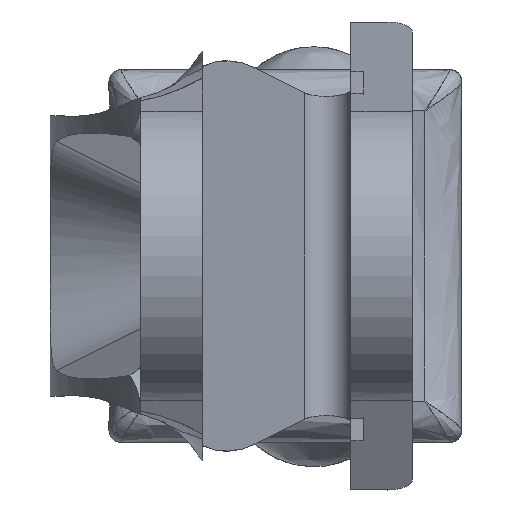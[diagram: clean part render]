
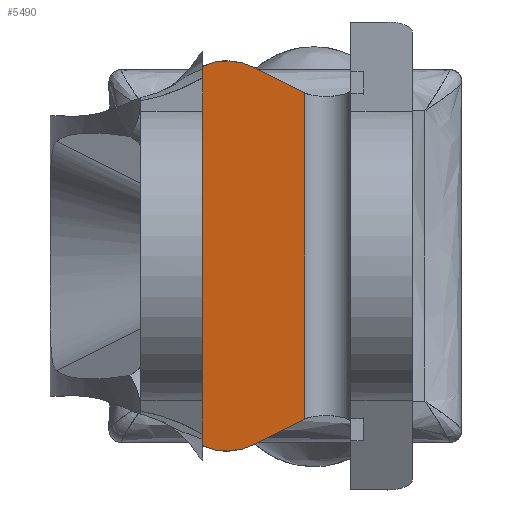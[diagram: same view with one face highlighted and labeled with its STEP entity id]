
A CAD part, left-side view. The second image highlights one B-rep face of the part: STEP entity #5490.
In plain terms, the highlighted free-form (B-spline) face has degree [1, 1] with [2, 2] control points.
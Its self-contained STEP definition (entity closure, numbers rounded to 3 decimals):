
#5490 = ADVANCED_FACE('',(#5491),#5585,.T.);
#5491 = FACE_BOUND('',#5492,.T.);
#5492 = EDGE_LOOP('',(#5493,#5503,#5511,#5519,#5527,#5534,#5541,#5548,
    #5556,#5564,#5572,#5580));
#5493 = ORIENTED_EDGE('',*,*,#5494,.T.);
#5494 = EDGE_CURVE('',#5495,#5497,#5499,.T.);
#5495 = VERTEX_POINT('',#5496);
#5496 = CARTESIAN_POINT('',(52.969,7.847,
    20.073));
#5497 = VERTEX_POINT('',#5498);
#5498 = CARTESIAN_POINT('',(55.387,6.452,
    20.549));
#5499 = B_SPLINE_CURVE_WITH_KNOTS('',2,(#5500,#5501,#5502),
  .UNSPECIFIED.,.F.,.F.,(3,3),(0.,0.25),.PIECEWISE_BEZIER_KNOTS.);
#5500 = CARTESIAN_POINT('',(52.969,7.847,
    20.073));
#5501 = CARTESIAN_POINT('',(54.13,7.177,
    20.403));
#5502 = CARTESIAN_POINT('',(55.387,6.452,
    20.549));
#5503 = ORIENTED_EDGE('',*,*,#5504,.T.);
#5504 = EDGE_CURVE('',#5497,#5505,#5507,.T.);
#5505 = VERTEX_POINT('',#5506);
#5506 = CARTESIAN_POINT('',(57.818,5.048,
    20.656));
#5507 = B_SPLINE_CURVE_WITH_KNOTS('',2,(#5508,#5509,#5510),
  .UNSPECIFIED.,.F.,.F.,(3,3),(0.25,0.5),.PIECEWISE_BEZIER_KNOTS.);
#5508 = CARTESIAN_POINT('',(55.387,6.452,
    20.549));
#5509 = CARTESIAN_POINT('',(56.579,5.764,
    20.688));
#5510 = CARTESIAN_POINT('',(57.818,5.048,
    20.656));
#5511 = ORIENTED_EDGE('',*,*,#5512,.T.);
#5512 = EDGE_CURVE('',#5505,#5513,#5515,.T.);
#5513 = VERTEX_POINT('',#5514);
#5514 = CARTESIAN_POINT('',(60.228,3.656,
    20.436));
#5515 = B_SPLINE_CURVE_WITH_KNOTS('',2,(#5516,#5517,#5518),
  .UNSPECIFIED.,.F.,.F.,(3,3),(0.5,0.75),.PIECEWISE_BEZIER_KNOTS.);
#5516 = CARTESIAN_POINT('',(57.818,5.048,
    20.656));
#5517 = CARTESIAN_POINT('',(59.019,4.355,
    20.625));
#5518 = CARTESIAN_POINT('',(60.228,3.656,
    20.436));
#5519 = ORIENTED_EDGE('',*,*,#5520,.T.);
#5520 = EDGE_CURVE('',#5513,#5521,#5523,.T.);
#5521 = VERTEX_POINT('',#5522);
#5522 = CARTESIAN_POINT('',(62.619,2.276,
    19.904));
#5523 = B_SPLINE_CURVE_WITH_KNOTS('',2,(#5524,#5525,#5526),
  .UNSPECIFIED.,.F.,.F.,(3,3),(0.75,1.),.PIECEWISE_BEZIER_KNOTS.);
#5524 = CARTESIAN_POINT('',(60.228,3.656,
    20.436));
#5525 = CARTESIAN_POINT('',(61.435,2.959,
    20.247));
#5526 = CARTESIAN_POINT('',(62.619,2.276,
    19.904));
#5527 = ORIENTED_EDGE('',*,*,#5528,.T.);
#5528 = EDGE_CURVE('',#5521,#5529,#5531,.T.);
#5529 = VERTEX_POINT('',#5530);
#5530 = CARTESIAN_POINT('',(71.699,-2.966,
    17.279));
#5531 = B_SPLINE_CURVE_WITH_KNOTS('',1,(#5532,#5533),.UNSPECIFIED.,.F.,
  .F.,(2,2),(0.,8.264),.PIECEWISE_BEZIER_KNOTS.);
#5532 = CARTESIAN_POINT('',(62.619,2.276,
    19.904));
#5533 = CARTESIAN_POINT('',(71.699,-2.966,
    17.279));
#5534 = ORIENTED_EDGE('',*,*,#5535,.T.);
#5535 = EDGE_CURVE('',#5529,#5536,#5538,.T.);
#5536 = VERTEX_POINT('',#5537);
#5537 = CARTESIAN_POINT('',(71.699,-2.966,
    -17.279));
#5538 = B_SPLINE_CURVE_WITH_KNOTS('',1,(#5539,#5540),.UNSPECIFIED.,.F.,
  .F.,(2,2),(0.,26.423),.PIECEWISE_BEZIER_KNOTS.);
#5539 = CARTESIAN_POINT('',(71.699,-2.966,
    17.279));
#5540 = CARTESIAN_POINT('',(71.699,-2.966,
    -17.279));
#5541 = ORIENTED_EDGE('',*,*,#5542,.T.);
#5542 = EDGE_CURVE('',#5536,#5543,#5545,.T.);
#5543 = VERTEX_POINT('',#5544);
#5544 = CARTESIAN_POINT('',(62.619,2.276,
    -19.904));
#5545 = B_SPLINE_CURVE_WITH_KNOTS('',1,(#5546,#5547),.UNSPECIFIED.,.F.,
  .F.,(2,2),(0.,8.264),.PIECEWISE_BEZIER_KNOTS.);
#5546 = CARTESIAN_POINT('',(71.699,-2.966,
    -17.279));
#5547 = CARTESIAN_POINT('',(62.619,2.276,
    -19.904));
#5548 = ORIENTED_EDGE('',*,*,#5549,.T.);
#5549 = EDGE_CURVE('',#5543,#5550,#5552,.T.);
#5550 = VERTEX_POINT('',#5551);
#5551 = CARTESIAN_POINT('',(60.222,3.66,
    -20.437));
#5552 = B_SPLINE_CURVE_WITH_KNOTS('',2,(#5553,#5554,#5555),
  .UNSPECIFIED.,.F.,.F.,(3,3),(0.,0.25),.PIECEWISE_BEZIER_KNOTS.);
#5553 = CARTESIAN_POINT('',(62.619,2.276,
    -19.904));
#5554 = CARTESIAN_POINT('',(61.432,2.961,
    -20.248));
#5555 = CARTESIAN_POINT('',(60.222,3.66,
    -20.437));
#5556 = ORIENTED_EDGE('',*,*,#5557,.T.);
#5557 = EDGE_CURVE('',#5550,#5558,#5560,.T.);
#5558 = VERTEX_POINT('',#5559);
#5559 = CARTESIAN_POINT('',(57.788,5.065,
    -20.657));
#5560 = B_SPLINE_CURVE_WITH_KNOTS('',2,(#5561,#5562,#5563),
  .UNSPECIFIED.,.F.,.F.,(3,3),(0.25,0.5),.PIECEWISE_BEZIER_KNOTS.);
#5561 = CARTESIAN_POINT('',(60.222,3.66,
    -20.437));
#5562 = CARTESIAN_POINT('',(59.,4.365,
    -20.628));
#5563 = CARTESIAN_POINT('',(57.788,5.065,
    -20.657));
#5564 = ORIENTED_EDGE('',*,*,#5565,.T.);
#5565 = EDGE_CURVE('',#5558,#5566,#5568,.T.);
#5566 = VERTEX_POINT('',#5567);
#5567 = CARTESIAN_POINT('',(55.367,6.463,
    -20.547));
#5568 = B_SPLINE_CURVE_WITH_KNOTS('',2,(#5569,#5570,#5571),
  .UNSPECIFIED.,.F.,.F.,(3,3),(0.5,0.75),.PIECEWISE_BEZIER_KNOTS.);
#5569 = CARTESIAN_POINT('',(57.788,5.065,
    -20.657));
#5570 = CARTESIAN_POINT('',(56.553,5.778,
    -20.687));
#5571 = CARTESIAN_POINT('',(55.367,6.463,
    -20.547));
#5572 = ORIENTED_EDGE('',*,*,#5573,.T.);
#5573 = EDGE_CURVE('',#5566,#5574,#5576,.T.);
#5574 = VERTEX_POINT('',#5575);
#5575 = CARTESIAN_POINT('',(52.969,7.847,
    -20.073));
#5576 = B_SPLINE_CURVE_WITH_KNOTS('',2,(#5577,#5578,#5579),
  .UNSPECIFIED.,.F.,.F.,(3,3),(0.75,1.),.PIECEWISE_BEZIER_KNOTS.);
#5577 = CARTESIAN_POINT('',(55.367,6.463,
    -20.547));
#5578 = CARTESIAN_POINT('',(54.121,7.182,-20.401
    ));
#5579 = CARTESIAN_POINT('',(52.969,7.847,
    -20.073));
#5580 = ORIENTED_EDGE('',*,*,#5581,.T.);
#5581 = EDGE_CURVE('',#5574,#5495,#5582,.T.);
#5582 = B_SPLINE_CURVE_WITH_KNOTS('',1,(#5583,#5584),.UNSPECIFIED.,.F.,
  .F.,(2,2),(0.,30.696),.PIECEWISE_BEZIER_KNOTS.);
#5583 = CARTESIAN_POINT('',(52.969,7.847,
    -20.073));
#5584 = CARTESIAN_POINT('',(52.969,7.847,
    20.073));
#5585 = B_SPLINE_SURFACE_WITH_KNOTS('',1,1,(
    (#5586,#5587)
    ,(#5588,#5589
    )),.UNSPECIFIED.,.F.,.F.,.F.,(2,2),(2,2),(0.,1.),(0.,1.),
  .PIECEWISE_BEZIER_KNOTS.);
#5586 = CARTESIAN_POINT('',(71.699,-2.966,
    -21.012));
#5587 = CARTESIAN_POINT('',(71.699,-2.966,
    21.087));
#5588 = CARTESIAN_POINT('',(52.969,7.847,
    -21.012));
#5589 = CARTESIAN_POINT('',(52.969,7.847,
    21.087));
